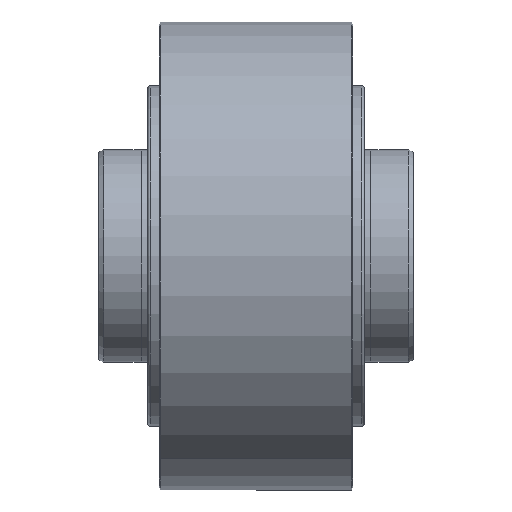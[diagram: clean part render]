
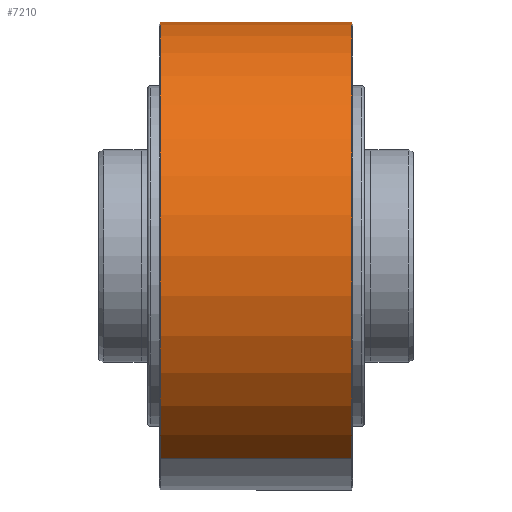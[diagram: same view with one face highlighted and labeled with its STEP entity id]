
A CAD part, top view. The second image highlights one B-rep face of the part: STEP entity #7210.
In plain terms, the highlighted cylindrical face has radius 55 mm (diameter 110 mm), a partial arc.
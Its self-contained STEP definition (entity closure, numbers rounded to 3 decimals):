
#6510=CARTESIAN_POINT('',(-22.5,0.,0.));
#6511=DIRECTION('',(1.,0.,0.));
#6512=DIRECTION('',(0.,1.,0.));
#6513=AXIS2_PLACEMENT_3D('',#6510,#6511,#6512);
#6585=DIRECTION('',(-1.,0.,0.));
#6586=VECTOR('',#6585,45.);
#6587=CARTESIAN_POINT('',(22.5,55.,0.));
#6588=LINE('',#6587,#6586);
#6589=DIRECTION('',(-1.,0.,0.));
#6590=VECTOR('',#6589,45.);
#6591=CARTESIAN_POINT('',(22.5,-55.,0.));
#6592=LINE('',#6591,#6590);
#6598=CARTESIAN_POINT('',(22.5,0.,0.));
#6599=DIRECTION('',(-1.,0.,0.));
#6600=DIRECTION('',(0.,-1.,0.));
#6601=AXIS2_PLACEMENT_3D('',#6598,#6599,#6600);
#6993=CARTESIAN_POINT('',(-22.5,-55.,0.));
#6994=CARTESIAN_POINT('',(-22.5,55.,0.));
#6995=VERTEX_POINT('',#6993);
#6996=VERTEX_POINT('',#6994);
#7025=CARTESIAN_POINT('',(22.5,-55.,0.));
#7026=VERTEX_POINT('',#7025);
#7027=CARTESIAN_POINT('',(22.5,55.,0.));
#7028=VERTEX_POINT('',#7027);
#7198=CARTESIAN_POINT('',(-22.5,0.,0.));
#7199=DIRECTION('',(1.,0.,0.));
#7200=DIRECTION('',(0.,-1.,0.));
#7201=AXIS2_PLACEMENT_3D('',#7198,#7199,#7200);
#7202=CYLINDRICAL_SURFACE('',#7201,55.);
#7203=ORIENTED_EDGE('',*,*,#7136,.F.);
#7204=ORIENTED_EDGE('',*,*,#7193,.F.);
#7206=ORIENTED_EDGE('',*,*,#7205,.F.);
#7207=ORIENTED_EDGE('',*,*,#7189,.T.);
#7208=EDGE_LOOP('',(#7203,#7204,#7206,#7207));
#7209=FACE_OUTER_BOUND('',#7208,.F.);
#6514=CIRCLE('',#6513,55.);
#6602=CIRCLE('',#6601,55.);
#7136=EDGE_CURVE('',#6996,#6995,#6514,.T.);
#7189=EDGE_CURVE('',#7026,#6995,#6592,.T.);
#7193=EDGE_CURVE('',#7028,#6996,#6588,.T.);
#7205=EDGE_CURVE('',#7026,#7028,#6602,.T.);
#7210=ADVANCED_FACE('',(#7209),#7202,.T.);
